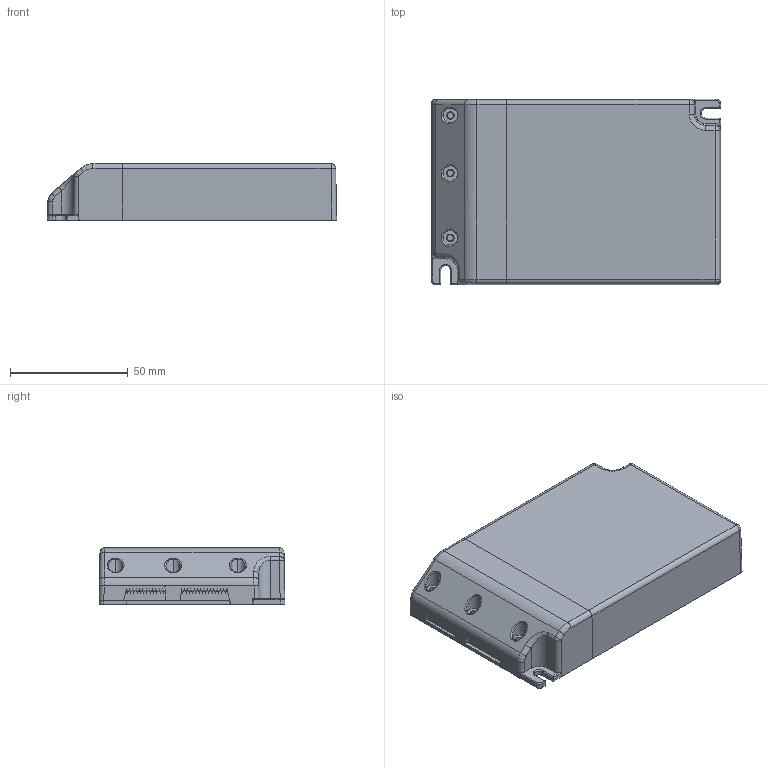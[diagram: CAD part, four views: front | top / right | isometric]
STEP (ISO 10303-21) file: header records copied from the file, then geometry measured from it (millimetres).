
FILE_DESCRIPTION((''),'2;1');
FILE_NAME('LLD50W_ASM','2019-10-28T08:46:23',('wsenga'),(''),'CREO PARAMETRIC BY PTC INC, 2019080','CREO PARAMETRIC BY PTC INC, 2019080','');
FILE_SCHEMA(('CONFIG_CONTROL_DESIGN'));
Length unit declared in the file: millimetre
Products named in the file (4): MAWLLD50W-1A; MAWLLD50W-3A; MAWLLD50W-2A; LLD50W_ASM
Assembly tree (3 placements, depth 2):
  LLD50W_ASM
    MAWLLD50W-1A
    MAWLLD50W-3A
    MAWLLD50W-2A
Bounding box: 123 x 79 x 24 mm (x, y, z)
Volume: 44850.9 mm3; surface area: 65537.3 mm2
Topology: 3 solids, 3 shells, 1464 faces, 3499 edges, 2049 vertices
Faces by surface type: cylinder 638, plane 560, sphere 205, bspline 42, torus 10, cone 6, extrusion 3
Entity records: 44945 total; most frequent: CARTESIAN_POINT 11563, ORIENTED_EDGE 6998, DIRECTION 6826, EDGE_CURVE 3499, VECTOR 2280, LINE 2277, AXIS2_PLACEMENT_3D 2273, VERTEX_POINT 2049
